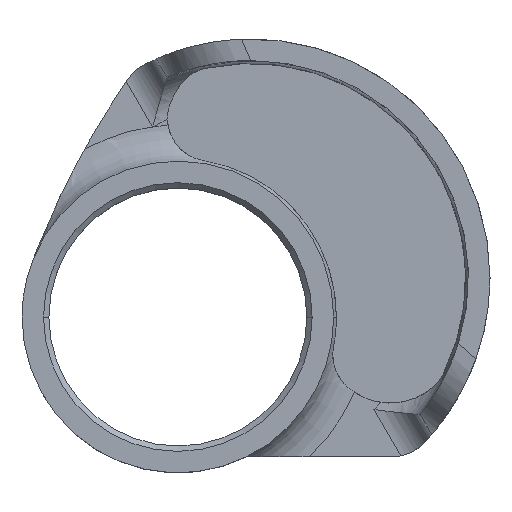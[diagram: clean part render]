
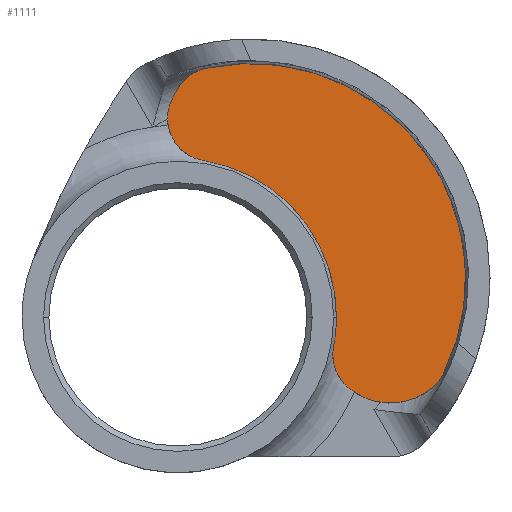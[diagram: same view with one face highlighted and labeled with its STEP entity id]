
A CAD part, top view. The second image highlights one B-rep face of the part: STEP entity #1111.
In plain terms, the highlighted planar face has unit normal (0, 0, 1).
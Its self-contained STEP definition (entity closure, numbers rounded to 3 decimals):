
#99 = FACE_OUTER_BOUND ( 'NONE', #710, .T. ) ;
#110 = AXIS2_PLACEMENT_3D ( 'NONE', #1279, #1776, #519 ) ;
#123 = DIRECTION ( 'NONE',  ( -1., 0., 0. ) ) ;
#129 = LINE ( 'NONE', #1264, #873 ) ;
#131 = EDGE_CURVE ( 'NONE', #496, #1331, #1240, .T. ) ;
#195 = CARTESIAN_POINT ( 'NONE',  ( 15.813, -6.533, 2. ) ) ;
#199 = EDGE_CURVE ( 'NONE', #1799, #1458, #1243, .T. ) ;
#206 = ORIENTED_EDGE ( 'NONE', *, *, #1462, .F. ) ;
#245 = CARTESIAN_POINT ( 'NONE',  ( 3.428, 19.237, 2. ) ) ;
#275 = ORIENTED_EDGE ( 'NONE', *, *, #692, .T. ) ;
#281 = DIRECTION ( 'NONE',  ( 0., 0., 1. ) ) ;
#288 = CARTESIAN_POINT ( 'NONE',  ( 18.42, -3.5, 2. ) ) ;
#320 = ORIENTED_EDGE ( 'NONE', *, *, #742, .F. ) ;
#345 = CARTESIAN_POINT ( 'NONE',  ( 23.725, -6.533, 2. ) ) ;
#361 = AXIS2_PLACEMENT_3D ( 'NONE', #1798, #1935, #1463 ) ;
#394 = ORIENTED_EDGE ( 'NONE', *, *, #844, .F. ) ;
#459 = CIRCLE ( 'NONE', #621, 4. ) ;
#468 = CARTESIAN_POINT ( 'NONE',  ( 14.42, -3.5, 2. ) ) ;
#480 = DIRECTION ( 'NONE',  ( 0.469, 0.883, 0. ) ) ;
#496 = VERTEX_POINT ( 'NONE', #1762 ) ;
#519 = DIRECTION ( 'NONE',  ( 1., 0., 0. ) ) ;
#558 = AXIS2_PLACEMENT_3D ( 'NONE', #908, #899, #1066 ) ;
#576 = PLANE ( 'NONE',  #558 ) ;
#578 = EDGE_CURVE ( 'NONE', #1799, #979, #1306, .T. ) ;
#582 = VERTEX_POINT ( 'NONE', #195 ) ;
#589 = DIRECTION ( 'NONE',  ( 0., 0., -1. ) ) ;
#621 = AXIS2_PLACEMENT_3D ( 'NONE', #1769, #787, #1902 ) ;
#631 = DIRECTION ( 'NONE',  ( 0., 0., -1. ) ) ;
#692 = EDGE_CURVE ( 'NONE', #582, #1286, #1928, .T. ) ;
#695 = DIRECTION ( 'NONE',  ( 0., 0., 1. ) ) ;
#710 = EDGE_LOOP ( 'NONE', ( #275, #320, #1325, #1006, #206, #793, #1735, #1282, #1959, #394 ) ) ;
#742 = EDGE_CURVE ( 'NONE', #979, #1286, #1123, .T. ) ;
#771 = CIRCLE ( 'NONE', #1474, 4. ) ;
#787 = DIRECTION ( 'NONE',  ( 0., 0., -1. ) ) ;
#793 = ORIENTED_EDGE ( 'NONE', *, *, #1815, .F. ) ;
#844 = EDGE_CURVE ( 'NONE', #582, #1426, #459, .T. ) ;
#873 = VECTOR ( 'NONE', #480, 1000. ) ;
#899 = DIRECTION ( 'NONE',  ( 0., 0., 1. ) ) ;
#908 = CARTESIAN_POINT ( 'NONE',  ( 0., 0., 2. ) ) ;
#909 = DIRECTION ( 'NONE',  ( 1., 0., 0. ) ) ;
#912 = EDGE_CURVE ( 'NONE', #1331, #1443, #1349, .T. ) ;
#921 = AXIS2_PLACEMENT_3D ( 'NONE', #1265, #2049, #1086 ) ;
#939 = CARTESIAN_POINT ( 'NONE',  ( -0.962, 18.502, 2. ) ) ;
#974 = CARTESIAN_POINT ( 'NONE',  ( 24.698, -5.284, 2. ) ) ;
#979 = VERTEX_POINT ( 'NONE', #974 ) ;
#1006 = ORIENTED_EDGE ( 'NONE', *, *, #199, .T. ) ;
#1066 = DIRECTION ( 'NONE',  ( 1., 0., 0. ) ) ;
#1086 = DIRECTION ( 'NONE',  ( -1., 0., 0. ) ) ;
#1111 = ADVANCED_FACE ( 'NONE', ( #99 ), #576, .T. ) ;
#1114 = DIRECTION ( 'NONE',  ( -1., 0., 0. ) ) ;
#1123 = CIRCLE ( 'NONE', #1253, 4. ) ;
#1240 = CIRCLE ( 'NONE', #110, 14.75 ) ;
#1243 = CIRCLE ( 'NONE', #1516, 4. ) ;
#1253 = AXIS2_PLACEMENT_3D ( 'NONE', #1995, #589, #123 ) ;
#1264 = CARTESIAN_POINT ( 'NONE',  ( -0.495, 20.379, 2. ) ) ;
#1265 = CARTESIAN_POINT ( 'NONE',  ( 3.038, 18.502, 2. ) ) ;
#1274 = CARTESIAN_POINT ( 'NONE',  ( -0.104, 21.114, 2. ) ) ;
#1279 = CARTESIAN_POINT ( 'NONE',  ( 0., 0., 2. ) ) ;
#1282 = ORIENTED_EDGE ( 'NONE', *, *, #131, .F. ) ;
#1286 = VERTEX_POINT ( 'NONE', #345 ) ;
#1306 = CIRCLE ( 'NONE', #1477, 19.975 ) ;
#1308 = DIRECTION ( 'NONE',  ( 0., 0., -1. ) ) ;
#1325 = ORIENTED_EDGE ( 'NONE', *, *, #578, .F. ) ;
#1331 = VERTEX_POINT ( 'NONE', #1821 ) ;
#1342 = VERTEX_POINT ( 'NONE', #1657 ) ;
#1349 = CIRCLE ( 'NONE', #361, 4. ) ;
#1365 = DIRECTION ( 'NONE',  ( 1., 0., 0. ) ) ;
#1392 = CIRCLE ( 'NONE', #921, 4. ) ;
#1426 = VERTEX_POINT ( 'NONE', #468 ) ;
#1443 = VERTEX_POINT ( 'NONE', #939 ) ;
#1458 = VERTEX_POINT ( 'NONE', #1274 ) ;
#1462 = EDGE_CURVE ( 'NONE', #1342, #1458, #129, .T. ) ;
#1463 = DIRECTION ( 'NONE',  ( -1., 0., 0. ) ) ;
#1474 = AXIS2_PLACEMENT_3D ( 'NONE', #288, #631, #1114 ) ;
#1477 = AXIS2_PLACEMENT_3D ( 'NONE', #1627, #1308, #1800 ) ;
#1516 = AXIS2_PLACEMENT_3D ( 'NONE', #245, #695, #1365 ) ;
#1627 = CARTESIAN_POINT ( 'NONE',  ( 6.821, 3.627, 2. ) ) ;
#1657 = CARTESIAN_POINT ( 'NONE',  ( -0.495, 20.379, 2. ) ) ;
#1689 = EDGE_CURVE ( 'NONE', #1426, #496, #771, .T. ) ;
#1735 = ORIENTED_EDGE ( 'NONE', *, *, #912, .F. ) ;
#1754 = CARTESIAN_POINT ( 'NONE',  ( 2.579, 23.146, 2. ) ) ;
#1761 = AXIS2_PLACEMENT_3D ( 'NONE', #1858, #281, #909 ) ;
#1762 = CARTESIAN_POINT ( 'NONE',  ( 14.491, -2.753, 2. ) ) ;
#1769 = CARTESIAN_POINT ( 'NONE',  ( 18.42, -3.5, 2. ) ) ;
#1776 = DIRECTION ( 'NONE',  ( 0., 0., 1. ) ) ;
#1798 = CARTESIAN_POINT ( 'NONE',  ( 3.038, 18.502, 2. ) ) ;
#1799 = VERTEX_POINT ( 'NONE', #1754 ) ;
#1800 = DIRECTION ( 'NONE',  ( -1., 0., 0. ) ) ;
#1815 = EDGE_CURVE ( 'NONE', #1443, #1342, #1392, .T. ) ;
#1821 = CARTESIAN_POINT ( 'NONE',  ( 2.39, 14.555, 2. ) ) ;
#1858 = CARTESIAN_POINT ( 'NONE',  ( 19.769, -1.931, 2. ) ) ;
#1902 = DIRECTION ( 'NONE',  ( -1., 0., 0. ) ) ;
#1928 = CIRCLE ( 'NONE', #1761, 6.069 ) ;
#1935 = DIRECTION ( 'NONE',  ( 0., 0., -1. ) ) ;
#1959 = ORIENTED_EDGE ( 'NONE', *, *, #1689, .F. ) ;
#1995 = CARTESIAN_POINT ( 'NONE',  ( 21.118, -3.5, 2. ) ) ;
#2049 = DIRECTION ( 'NONE',  ( 0., 0., -1. ) ) ;
